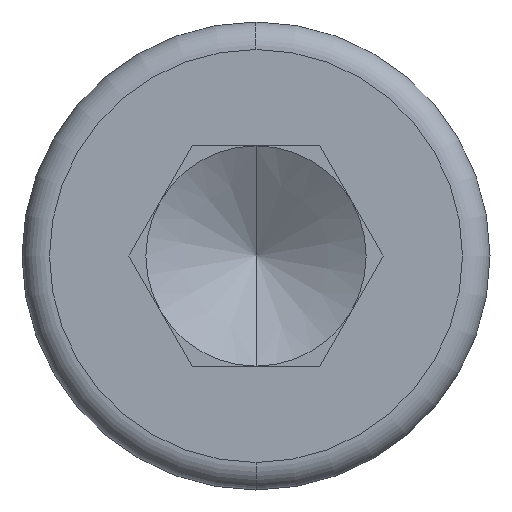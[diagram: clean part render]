
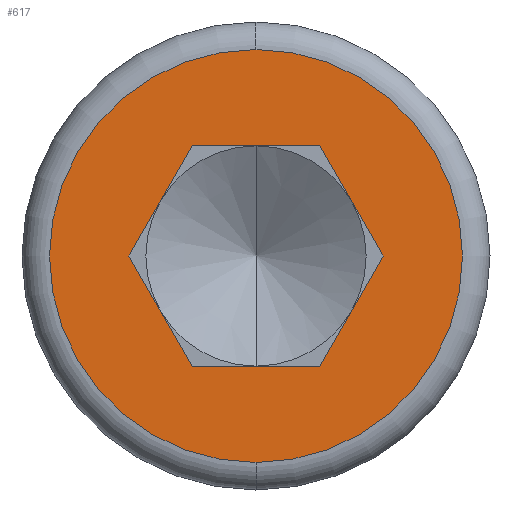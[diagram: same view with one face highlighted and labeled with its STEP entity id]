
A CAD part, left-side view. The second image highlights one B-rep face of the part: STEP entity #617.
In plain terms, the highlighted planar face has unit normal (-1, 0, 0).
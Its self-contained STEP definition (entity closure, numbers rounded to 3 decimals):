
#1 = DIRECTION ( 'NONE',  ( 0., -0.5, 0.866 ) ) ;
#9 = DIRECTION ( 'NONE',  ( 0., 0., -1. ) ) ;
#21 = DIRECTION ( 'NONE',  ( 0., -1., 0. ) ) ;
#61 = AXIS2_PLACEMENT_3D ( 'NONE', #721, #591, #724 ) ;
#65 = DIRECTION ( 'NONE',  ( 0., 0., -1. ) ) ;
#66 = CARTESIAN_POINT ( 'NONE',  ( 0., 1.155, -2. ) ) ;
#83 = CARTESIAN_POINT ( 'NONE',  ( 0., 0., -3.75 ) ) ;
#90 = CARTESIAN_POINT ( 'NONE',  ( 0., -2.309, 0. ) ) ;
#105 = VERTEX_POINT ( 'NONE', #66 ) ;
#134 = CARTESIAN_POINT ( 'NONE',  ( 0., 1.155, 2. ) ) ;
#141 = LINE ( 'NONE', #134, #165 ) ;
#151 = EDGE_LOOP ( 'NONE', ( #742, #505, #751, #172, #284, #796 ) ) ;
#165 = VECTOR ( 'NONE', #21, 1000. ) ;
#172 = ORIENTED_EDGE ( 'NONE', *, *, #219, .T. ) ;
#186 = PLANE ( 'NONE',  #647 ) ;
#204 = VERTEX_POINT ( 'NONE', #275 ) ;
#209 = LINE ( 'NONE', #529, #432 ) ;
#219 = EDGE_CURVE ( 'NONE', #720, #661, #209, .T. ) ;
#222 = VERTEX_POINT ( 'NONE', #83 ) ;
#230 = CIRCLE ( 'NONE', #701, 3.75 ) ;
#249 = CARTESIAN_POINT ( 'NONE',  ( 0., 1.155, -2. ) ) ;
#252 = LINE ( 'NONE', #249, #610 ) ;
#257 = ORIENTED_EDGE ( 'NONE', *, *, #654, .T. ) ;
#262 = EDGE_CURVE ( 'NONE', #339, #222, #413, .T. ) ;
#275 = CARTESIAN_POINT ( 'NONE',  ( 0., -1.155, -2. ) ) ;
#279 = LINE ( 'NONE', #543, #381 ) ;
#284 = ORIENTED_EDGE ( 'NONE', *, *, #827, .T. ) ;
#298 = LINE ( 'NONE', #90, #832 ) ;
#301 = CARTESIAN_POINT ( 'NONE',  ( 0., 2.309, 0. ) ) ;
#322 = CARTESIAN_POINT ( 'NONE',  ( 0., 1.155, 2. ) ) ;
#339 = VERTEX_POINT ( 'NONE', #662 ) ;
#352 = CARTESIAN_POINT ( 'NONE',  ( 0., 2.309, 0. ) ) ;
#358 = CARTESIAN_POINT ( 'NONE',  ( 0., 0., 0. ) ) ;
#365 = DIRECTION ( 'NONE',  ( 0., 0.5, 0.866 ) ) ;
#374 = CARTESIAN_POINT ( 'NONE',  ( 0., 0., 0. ) ) ;
#381 = VECTOR ( 'NONE', #420, 1000. ) ;
#388 = VERTEX_POINT ( 'NONE', #352 ) ;
#405 = EDGE_LOOP ( 'NONE', ( #257, #823 ) ) ;
#413 = CIRCLE ( 'NONE', #61, 3.75 ) ;
#420 = DIRECTION ( 'NONE',  ( 0., 1., 0. ) ) ;
#432 = VECTOR ( 'NONE', #588, 1000. ) ;
#435 = EDGE_CURVE ( 'NONE', #204, #105, #279, .T. ) ;
#441 = DIRECTION ( 'NONE',  ( 1., 0., 0. ) ) ;
#446 = LINE ( 'NONE', #301, #503 ) ;
#450 = CARTESIAN_POINT ( 'NONE',  ( 0., -1.155, 2. ) ) ;
#503 = VECTOR ( 'NONE', #1, 1000. ) ;
#505 = ORIENTED_EDGE ( 'NONE', *, *, #519, .T. ) ;
#508 = EDGE_CURVE ( 'NONE', #105, #388, #252, .T. ) ;
#512 = FACE_OUTER_BOUND ( 'NONE', #405, .T. ) ;
#519 = EDGE_CURVE ( 'NONE', #388, #736, #446, .T. ) ;
#529 = CARTESIAN_POINT ( 'NONE',  ( 0., -1.155, 2. ) ) ;
#543 = CARTESIAN_POINT ( 'NONE',  ( 0., -1.155, -2. ) ) ;
#588 = DIRECTION ( 'NONE',  ( 0., -0.5, -0.866 ) ) ;
#591 = DIRECTION ( 'NONE',  ( -1., 0., 0. ) ) ;
#594 = DIRECTION ( 'NONE',  ( -1., 0., 0. ) ) ;
#610 = VECTOR ( 'NONE', #365, 1000. ) ;
#617 = ADVANCED_FACE ( 'NONE', ( #512, #771 ), #186, .F. ) ;
#647 = AXIS2_PLACEMENT_3D ( 'NONE', #358, #441, #65 ) ;
#654 = EDGE_CURVE ( 'NONE', #222, #339, #230, .T. ) ;
#661 = VERTEX_POINT ( 'NONE', #781 ) ;
#662 = CARTESIAN_POINT ( 'NONE',  ( 0., 0., 3.75 ) ) ;
#664 = EDGE_CURVE ( 'NONE', #736, #720, #141, .T. ) ;
#701 = AXIS2_PLACEMENT_3D ( 'NONE', #374, #594, #9 ) ;
#720 = VERTEX_POINT ( 'NONE', #450 ) ;
#721 = CARTESIAN_POINT ( 'NONE',  ( 0., 0., 0. ) ) ;
#724 = DIRECTION ( 'NONE',  ( 0., 0., -1. ) ) ;
#736 = VERTEX_POINT ( 'NONE', #322 ) ;
#742 = ORIENTED_EDGE ( 'NONE', *, *, #508, .T. ) ;
#751 = ORIENTED_EDGE ( 'NONE', *, *, #664, .T. ) ;
#771 = FACE_BOUND ( 'NONE', #151, .T. ) ;
#781 = CARTESIAN_POINT ( 'NONE',  ( 0., -2.309, 0. ) ) ;
#796 = ORIENTED_EDGE ( 'NONE', *, *, #435, .T. ) ;
#805 = DIRECTION ( 'NONE',  ( 0., 0.5, -0.866 ) ) ;
#823 = ORIENTED_EDGE ( 'NONE', *, *, #262, .T. ) ;
#827 = EDGE_CURVE ( 'NONE', #661, #204, #298, .T. ) ;
#832 = VECTOR ( 'NONE', #805, 1000. ) ;
